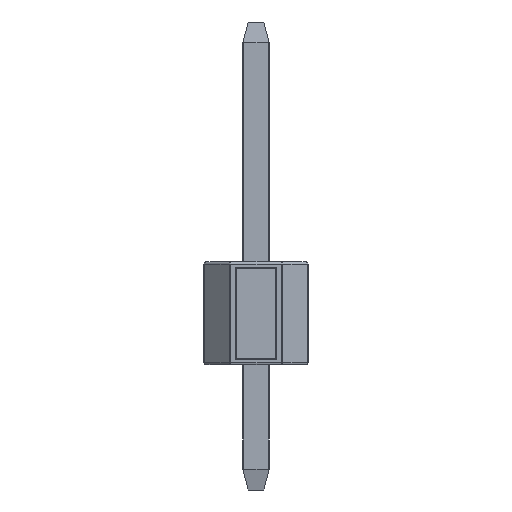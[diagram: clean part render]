
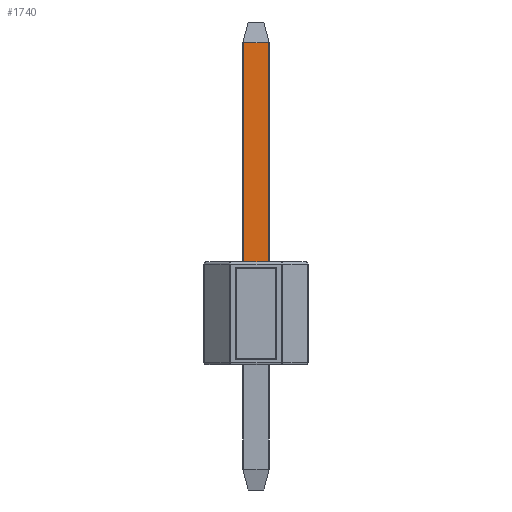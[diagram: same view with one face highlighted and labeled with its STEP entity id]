
A CAD part, left-side view. The second image highlights one B-rep face of the part: STEP entity #1740.
In plain terms, the highlighted planar face has unit normal (-1, 0, 0).
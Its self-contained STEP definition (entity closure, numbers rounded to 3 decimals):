
#391=FACE_OUTER_BOUND('',#485,.T.);
#485=EDGE_LOOP('',(#1430,#1431,#1432,#1433));
#594=LINE('',#2871,#734);
#617=LINE('',#2919,#757);
#618=LINE('',#2921,#758);
#619=LINE('',#2922,#759);
#734=VECTOR('',#2345,10.);
#757=VECTOR('',#2396,10.);
#758=VECTOR('',#2397,10.);
#759=VECTOR('',#2398,10.);
#798=VERTEX_POINT('',#2612);
#801=VERTEX_POINT('',#2619);
#880=VERTEX_POINT('',#2918);
#881=VERTEX_POINT('',#2920);
#1050=EDGE_CURVE('',#801,#798,#594,.T.);
#1073=EDGE_CURVE('',#880,#798,#617,.T.);
#1074=EDGE_CURVE('',#881,#880,#618,.T.);
#1075=EDGE_CURVE('',#801,#881,#619,.T.);
#1430=ORIENTED_EDGE('',*,*,#1050,.T.);
#1431=ORIENTED_EDGE('',*,*,#1073,.F.);
#1432=ORIENTED_EDGE('',*,*,#1074,.F.);
#1433=ORIENTED_EDGE('',*,*,#1075,.F.);
#1563=PLANE('',#1940);
#1740=ADVANCED_FACE('',(#391),#1563,.T.);
#1940=AXIS2_PLACEMENT_3D('',#2917,#2394,#2395);
#2345=DIRECTION('',(0.,-1.,0.));
#2394=DIRECTION('center_axis',(-1.,0.,0.));
#2395=DIRECTION('ref_axis',(0.,0.,1.));
#2396=DIRECTION('',(0.,0.,-1.));
#2397=DIRECTION('',(0.,-1.,0.));
#2398=DIRECTION('',(0.,0.,1.));
#2612=CARTESIAN_POINT('',(-0.32,-0.297,2.5));
#2619=CARTESIAN_POINT('',(-0.32,0.292,2.5));
#2871=CARTESIAN_POINT('',(-0.32,-0.003,2.5));
#2917=CARTESIAN_POINT('Origin',(-0.32,-0.003,2.645));
#2918=CARTESIAN_POINT('',(-0.32,-0.297,7.832));
#2919=CARTESIAN_POINT('',(-0.32,-0.297,5.493));
#2920=CARTESIAN_POINT('',(-0.32,0.292,7.832));
#2921=CARTESIAN_POINT('',(-0.32,0.158,7.832));
#2922=CARTESIAN_POINT('',(-0.32,0.292,-0.202));
